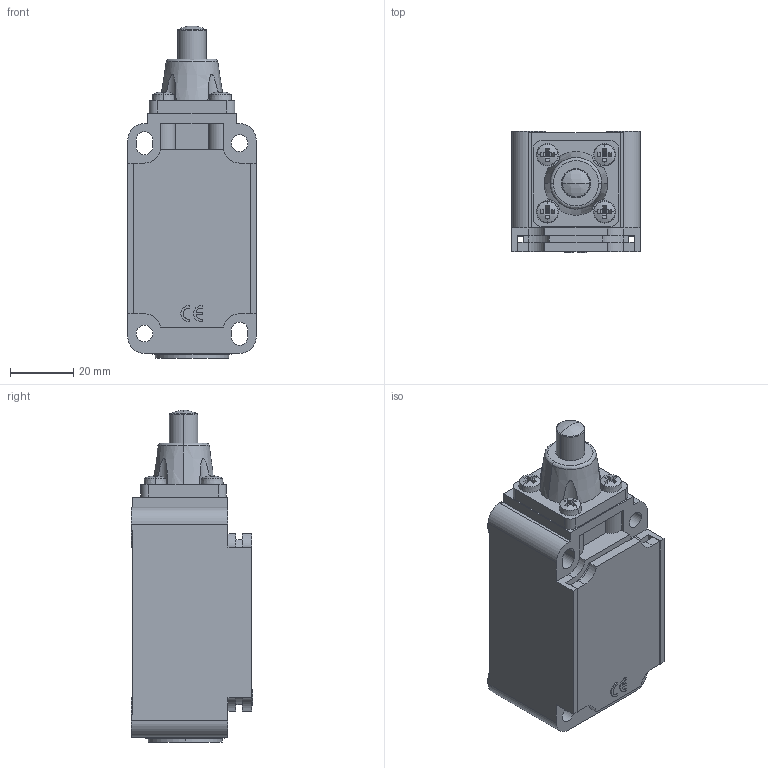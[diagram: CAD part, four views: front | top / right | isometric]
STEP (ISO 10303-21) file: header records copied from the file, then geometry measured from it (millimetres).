
FILE_DESCRIPTION (( 'STEP AP214' ), '1' );
FILE_NAME ('ZS-336-11Z-M20.STEP', '2021-01-18T20:02:12', ( '' ), ( '' ), 'SwSTEP 2.0', 'SolidWorks 2019', '' );
FILE_SCHEMA (( 'AUTOMOTIVE_DESIGN' ));
Length unit declared in the file: inch
Products named in the file (1): ZS-336-11Z-M20
Bounding box: 40.5 x 38.3 x 104.67 mm (x, y, z)
Volume: 107428.8 mm3; surface area: 20358.1 mm2
Topology: 1 solids, 1 shells, 255 faces, 634 edges, 396 vertices
Faces by surface type: plane 171, cylinder 58, bspline 16, cone 10
Entity records: 8049 total; most frequent: CARTESIAN_POINT 1962, ORIENTED_EDGE 1268, DIRECTION 1237, EDGE_CURVE 634, VECTOR 415, LINE 415, AXIS2_PLACEMENT_3D 411, VERTEX_POINT 396
